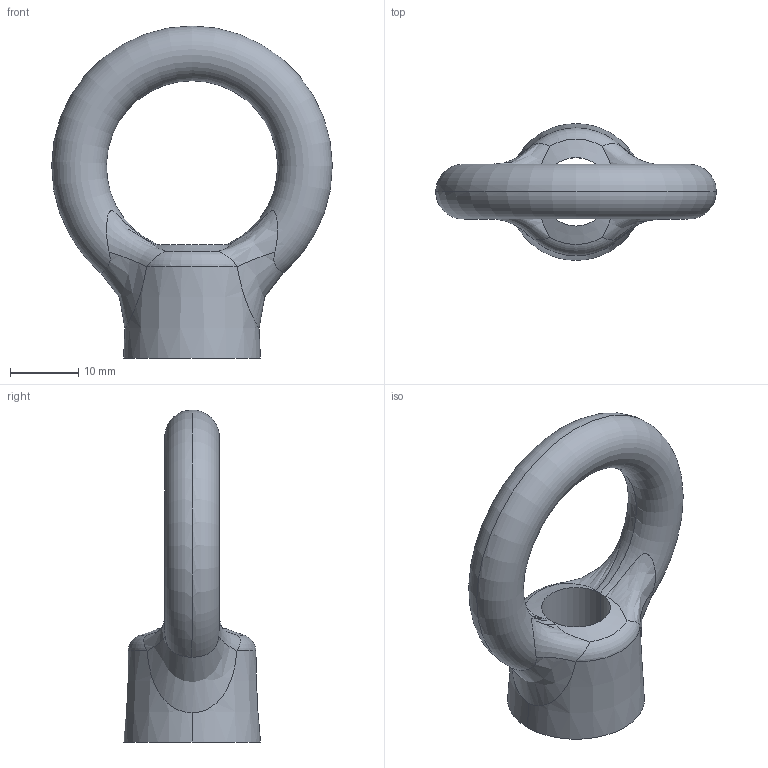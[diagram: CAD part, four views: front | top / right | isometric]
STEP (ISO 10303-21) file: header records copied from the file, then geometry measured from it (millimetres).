
FILE_DESCRIPTION (( 'STEP AP214' ), '1' );
FILE_NAME ('TM_200SUS_3.STEP', '2007-03-19T04:44:23', ( 'nunozumihideaki' ), ( '' ), 'SwSTEP 2.0', 'SolidWorks 2003240', '' );
FILE_SCHEMA (( 'AUTOMOTIVE_DESIGN' ));
Length unit declared in the file: millimetre
Products named in the file (2): TM_200SUS_3; eyebolt_蹬怮椔
Assembly tree (1 placements, depth 2):
  TM_200SUS_3
    eyebolt_蹬怮椔
Bounding box: 41 x 20 x 48.5 mm (x, y, z)
Volume: 7783.6 mm3; surface area: 3922.2 mm2
Topology: 1 solids, 1 shells, 19 faces, 48 edges, 28 vertices
Faces by surface type: cone 6, bspline 6, torus 4, cylinder 2, plane 1
Entity records: 14107 total; most frequent: CARTESIAN_POINT 13645, ORIENTED_EDGE 96, DIRECTION 76, EDGE_CURVE 48, AXIS2_PLACEMENT_3D 35, VERTEX_POINT 28, B_SPLINE_CURVE_WITH_KNOTS 24, EDGE_LOOP 20
